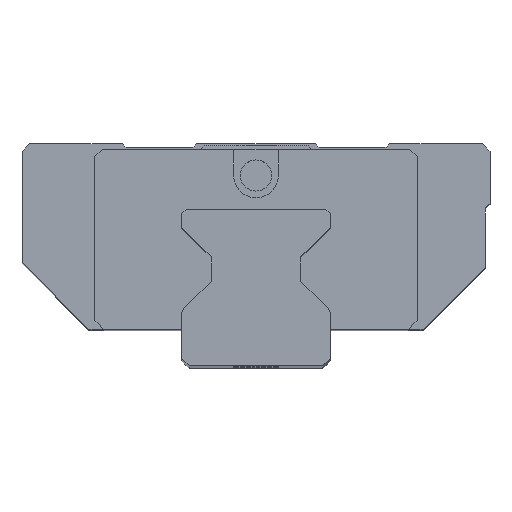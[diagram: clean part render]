
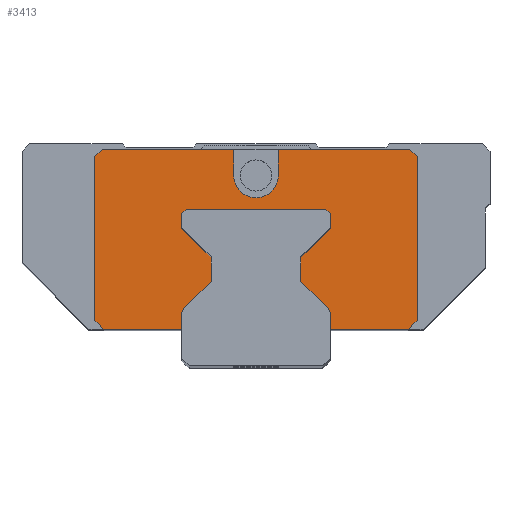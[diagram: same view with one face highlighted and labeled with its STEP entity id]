
A CAD part, top view. The second image highlights one B-rep face of the part: STEP entity #3413.
In plain terms, the highlighted planar face has unit normal (0, 0, 1).
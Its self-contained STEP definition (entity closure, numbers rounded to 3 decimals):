
#27=DIRECTION('',(1.,0.,0.));
#28=VECTOR('',#27,10.5);
#29=CARTESIAN_POINT('',(-20.5,5.,91.75));
#30=LINE('',#29,#28);
#527=DIRECTION('',(0.,-1.,0.));
#528=VECTOR('',#527,22.);
#529=CARTESIAN_POINT('',(-21.7,28.2,91.75));
#530=LINE('',#529,#528);
#553=DIRECTION('',(-1.,0.,0.));
#554=VECTOR('',#553,17.7);
#555=CARTESIAN_POINT('',(-3.,29.2,91.75));
#556=LINE('',#555,#554);
#573=DIRECTION('',(-1.,0.,0.));
#574=VECTOR('',#573,17.7);
#575=CARTESIAN_POINT('',(20.7,29.2,91.75));
#576=LINE('',#575,#574);
#608=CARTESIAN_POINT('',(0.,25.7,91.75));
#609=DIRECTION('',(0.,0.,1.));
#610=DIRECTION('',(-1.,0.,0.));
#611=AXIS2_PLACEMENT_3D('',#608,#609,#610);
#613=DIRECTION('',(0.,-1.,0.));
#614=VECTOR('',#613,3.5);
#615=CARTESIAN_POINT('',(3.,29.2,91.75));
#616=LINE('',#615,#614);
#617=DIRECTION('',(0.707,-0.707,0.));
#618=VECTOR('',#617,1.414);
#619=CARTESIAN_POINT('',(20.7,29.2,91.75));
#620=LINE('',#619,#618);
#621=DIRECTION('',(-0.707,-0.707,0.));
#622=VECTOR('',#621,1.697);
#623=CARTESIAN_POINT('',(21.7,6.2,91.75));
#624=LINE('',#623,#622);
#625=CARTESIAN_POINT('',(9.,6.95,91.75));
#626=DIRECTION('',(0.,0.,1.));
#627=DIRECTION('',(1.,0.,0.));
#628=AXIS2_PLACEMENT_3D('',#625,#626,#627);
#630=DIRECTION('',(-0.707,0.707,0.));
#631=VECTOR('',#630,5.172);
#632=CARTESIAN_POINT('',(9.707,7.657,91.75));
#633=LINE('',#632,#631);
#634=DIRECTION('',(0.,1.,0.));
#635=VECTOR('',#634,3.356);
#636=CARTESIAN_POINT('',(6.05,11.314,91.75));
#637=LINE('',#636,#635);
#638=DIRECTION('',(0.707,0.707,0.));
#639=VECTOR('',#638,5.586);
#640=CARTESIAN_POINT('',(6.05,14.671,91.75));
#641=LINE('',#640,#639);
#642=DIRECTION('',(0.,1.,0.));
#643=VECTOR('',#642,1.878);
#644=CARTESIAN_POINT('',(10.,18.621,91.75));
#645=LINE('',#644,#643);
#646=DIRECTION('',(-0.766,0.643,0.));
#647=VECTOR('',#646,0.779);
#648=CARTESIAN_POINT('',(10.,20.499,91.75));
#649=LINE('',#648,#647);
#650=DIRECTION('',(-1.,0.,0.));
#651=VECTOR('',#650,5.72);
#652=CARTESIAN_POINT('',(9.403,21.,91.75));
#653=LINE('',#652,#651);
#654=DIRECTION('',(-1.,0.,0.));
#655=VECTOR('',#654,5.72);
#656=CARTESIAN_POINT('',(-3.683,21.,91.75));
#657=LINE('',#656,#655);
#658=DIRECTION('',(-0.766,-0.643,0.));
#659=VECTOR('',#658,0.779);
#660=CARTESIAN_POINT('',(-9.403,21.,91.75));
#661=LINE('',#660,#659);
#662=DIRECTION('',(0.,-1.,0.));
#663=VECTOR('',#662,1.878);
#664=CARTESIAN_POINT('',(-10.,20.499,91.75));
#665=LINE('',#664,#663);
#666=DIRECTION('',(0.707,-0.707,0.));
#667=VECTOR('',#666,5.586);
#668=CARTESIAN_POINT('',(-10.,18.621,91.75));
#669=LINE('',#668,#667);
#670=DIRECTION('',(0.,-1.,0.));
#671=VECTOR('',#670,3.356);
#672=CARTESIAN_POINT('',(-6.05,14.671,91.75));
#673=LINE('',#672,#671);
#674=DIRECTION('',(-0.707,-0.707,0.));
#675=VECTOR('',#674,5.172);
#676=CARTESIAN_POINT('',(-6.05,11.314,91.75));
#677=LINE('',#676,#675);
#678=CARTESIAN_POINT('',(-9.,6.95,91.75));
#679=DIRECTION('',(0.,0.,1.));
#680=DIRECTION('',(-0.707,0.707,0.));
#681=AXIS2_PLACEMENT_3D('',#678,#679,#680);
#683=DIRECTION('',(0.,-1.,0.));
#684=VECTOR('',#683,1.95);
#685=CARTESIAN_POINT('',(-10.,6.95,91.75));
#686=LINE('',#685,#684);
#687=DIRECTION('',(-0.707,0.707,0.));
#688=VECTOR('',#687,1.697);
#689=CARTESIAN_POINT('',(-20.5,5.,91.75));
#690=LINE('',#689,#688);
#691=DIRECTION('',(0.707,0.707,0.));
#692=VECTOR('',#691,1.414);
#693=CARTESIAN_POINT('',(-21.7,28.2,91.75));
#694=LINE('',#693,#692);
#695=DIRECTION('',(0.,-1.,0.));
#696=VECTOR('',#695,3.5);
#697=CARTESIAN_POINT('',(-3.,29.2,91.75));
#698=LINE('',#697,#696);
#711=DIRECTION('',(0.,1.,0.));
#712=VECTOR('',#711,22.);
#713=CARTESIAN_POINT('',(21.7,6.2,91.75));
#714=LINE('',#713,#712);
#737=DIRECTION('',(1.,0.,0.));
#738=VECTOR('',#737,10.5);
#739=CARTESIAN_POINT('',(10.,5.,91.75));
#740=LINE('',#739,#738);
#1237=DIRECTION('',(0.,-1.,0.));
#1238=VECTOR('',#1237,1.95);
#1239=CARTESIAN_POINT('',(10.,6.95,91.75));
#1240=LINE('',#1239,#1238);
#1833=DIRECTION('',(1.,0.,0.));
#1834=VECTOR('',#1833,7.365);
#1835=CARTESIAN_POINT('',(-3.683,21.,91.75));
#1836=LINE('',#1835,#1834);
#2045=CARTESIAN_POINT('',(-20.5,5.,91.75));
#2046=VERTEX_POINT('',#2045);
#2047=CARTESIAN_POINT('',(-10.,5.,91.75));
#2048=VERTEX_POINT('',#2047);
#2257=CARTESIAN_POINT('',(-10.,6.95,91.75));
#2258=VERTEX_POINT('',#2257);
#2261=CARTESIAN_POINT('',(-10.,20.499,91.75));
#2262=CARTESIAN_POINT('',(-10.,18.621,91.75));
#2263=VERTEX_POINT('',#2261);
#2264=VERTEX_POINT('',#2262);
#2265=CARTESIAN_POINT('',(-6.05,14.671,91.75));
#2266=VERTEX_POINT('',#2265);
#2267=CARTESIAN_POINT('',(-6.05,11.314,91.75));
#2268=VERTEX_POINT('',#2267);
#2269=CARTESIAN_POINT('',(-9.707,7.657,91.75));
#2270=VERTEX_POINT('',#2269);
#2271=CARTESIAN_POINT('',(-21.7,6.2,91.75));
#2272=VERTEX_POINT('',#2271);
#2273=CARTESIAN_POINT('',(-21.7,28.2,91.75));
#2274=VERTEX_POINT('',#2273);
#2275=CARTESIAN_POINT('',(-20.7,29.2,91.75));
#2276=VERTEX_POINT('',#2275);
#2277=CARTESIAN_POINT('',(20.7,29.2,91.75));
#2278=CARTESIAN_POINT('',(21.7,28.2,91.75));
#2279=VERTEX_POINT('',#2277);
#2280=VERTEX_POINT('',#2278);
#2281=CARTESIAN_POINT('',(21.7,6.2,91.75));
#2282=VERTEX_POINT('',#2281);
#2283=CARTESIAN_POINT('',(20.5,5.,91.75));
#2284=VERTEX_POINT('',#2283);
#2285=CARTESIAN_POINT('',(10.,5.,91.75));
#2286=VERTEX_POINT('',#2285);
#2287=CARTESIAN_POINT('',(10.,6.95,91.75));
#2288=VERTEX_POINT('',#2287);
#2289=CARTESIAN_POINT('',(9.707,7.657,91.75));
#2290=VERTEX_POINT('',#2289);
#2291=CARTESIAN_POINT('',(6.05,11.314,91.75));
#2292=VERTEX_POINT('',#2291);
#2293=CARTESIAN_POINT('',(6.05,14.671,91.75));
#2294=VERTEX_POINT('',#2293);
#2295=CARTESIAN_POINT('',(10.,18.621,91.75));
#2296=VERTEX_POINT('',#2295);
#2297=CARTESIAN_POINT('',(10.,20.499,91.75));
#2298=VERTEX_POINT('',#2297);
#2299=CARTESIAN_POINT('',(9.403,21.,91.75));
#2300=VERTEX_POINT('',#2299);
#2301=CARTESIAN_POINT('',(3.683,21.,91.75));
#2302=VERTEX_POINT('',#2301);
#2303=CARTESIAN_POINT('',(-3.683,21.,91.75));
#2304=VERTEX_POINT('',#2303);
#2305=CARTESIAN_POINT('',(-9.403,21.,91.75));
#2306=VERTEX_POINT('',#2305);
#2632=CARTESIAN_POINT('',(-3.,25.7,91.75));
#2633=CARTESIAN_POINT('',(3.,25.7,91.75));
#2634=VERTEX_POINT('',#2632);
#2635=VERTEX_POINT('',#2633);
#2636=CARTESIAN_POINT('',(3.,29.2,91.75));
#2637=VERTEX_POINT('',#2636);
#2638=CARTESIAN_POINT('',(-3.,29.2,91.75));
#2639=VERTEX_POINT('',#2638);
#3353=CARTESIAN_POINT('',(-20.7,29.2,91.75));
#3354=DIRECTION('',(0.,0.,1.));
#3355=DIRECTION('',(1.,0.,0.));
#3356=AXIS2_PLACEMENT_3D('',#3353,#3354,#3355);
#3357=PLANE('',#3356);
#3359=ORIENTED_EDGE('',*,*,#3358,.T.);
#3360=ORIENTED_EDGE('',*,*,#3344,.F.);
#3361=ORIENTED_EDGE('',*,*,#3311,.F.);
#3363=ORIENTED_EDGE('',*,*,#3362,.T.);
#3365=ORIENTED_EDGE('',*,*,#3364,.F.);
#3367=ORIENTED_EDGE('',*,*,#3366,.T.);
#3369=ORIENTED_EDGE('',*,*,#3368,.F.);
#3371=ORIENTED_EDGE('',*,*,#3370,.F.);
#3373=ORIENTED_EDGE('',*,*,#3372,.T.);
#3375=ORIENTED_EDGE('',*,*,#3374,.T.);
#3377=ORIENTED_EDGE('',*,*,#3376,.T.);
#3379=ORIENTED_EDGE('',*,*,#3378,.T.);
#3381=ORIENTED_EDGE('',*,*,#3380,.T.);
#3383=ORIENTED_EDGE('',*,*,#3382,.T.);
#3385=ORIENTED_EDGE('',*,*,#3384,.T.);
#3387=ORIENTED_EDGE('',*,*,#3386,.F.);
#3389=ORIENTED_EDGE('',*,*,#3388,.T.);
#3391=ORIENTED_EDGE('',*,*,#3390,.T.);
#3393=ORIENTED_EDGE('',*,*,#3392,.T.);
#3395=ORIENTED_EDGE('',*,*,#3394,.T.);
#3397=ORIENTED_EDGE('',*,*,#3396,.T.);
#3399=ORIENTED_EDGE('',*,*,#3398,.T.);
#3401=ORIENTED_EDGE('',*,*,#3400,.T.);
#3403=ORIENTED_EDGE('',*,*,#3402,.T.);
#3404=ORIENTED_EDGE('',*,*,#2671,.F.);
#3405=ORIENTED_EDGE('',*,*,#3249,.T.);
#3406=ORIENTED_EDGE('',*,*,#3263,.F.);
#3407=ORIENTED_EDGE('',*,*,#3283,.T.);
#3408=ORIENTED_EDGE('',*,*,#3298,.F.);
#3410=ORIENTED_EDGE('',*,*,#3409,.T.);
#3411=EDGE_LOOP('',(#3359,#3360,#3361,#3363,#3365,#3367,#3369,#3371,#3373,#3375,
#3377,#3379,#3381,#3383,#3385,#3387,#3389,#3391,#3393,#3395,#3397,#3399,#3401,
#3403,#3404,#3405,#3406,#3407,#3408,#3410));
#3412=FACE_OUTER_BOUND('',#3411,.F.);
#3413=ADVANCED_FACE('',(#3412),#3357,.T.);
#612=CIRCLE('',#611,3.);
#629=CIRCLE('',#628,1.);
#682=CIRCLE('',#681,1.);
#2671=EDGE_CURVE('',#2046,#2048,#30,.T.);
#3249=EDGE_CURVE('',#2046,#2272,#690,.T.);
#3263=EDGE_CURVE('',#2274,#2272,#530,.T.);
#3283=EDGE_CURVE('',#2274,#2276,#694,.T.);
#3298=EDGE_CURVE('',#2639,#2276,#556,.T.);
#3311=EDGE_CURVE('',#2279,#2637,#576,.T.);
#3344=EDGE_CURVE('',#2637,#2635,#616,.T.);
#3358=EDGE_CURVE('',#2634,#2635,#612,.T.);
#3362=EDGE_CURVE('',#2279,#2280,#620,.T.);
#3364=EDGE_CURVE('',#2282,#2280,#714,.T.);
#3366=EDGE_CURVE('',#2282,#2284,#624,.T.);
#3368=EDGE_CURVE('',#2286,#2284,#740,.T.);
#3370=EDGE_CURVE('',#2288,#2286,#1240,.T.);
#3372=EDGE_CURVE('',#2288,#2290,#629,.T.);
#3374=EDGE_CURVE('',#2290,#2292,#633,.T.);
#3376=EDGE_CURVE('',#2292,#2294,#637,.T.);
#3378=EDGE_CURVE('',#2294,#2296,#641,.T.);
#3380=EDGE_CURVE('',#2296,#2298,#645,.T.);
#3382=EDGE_CURVE('',#2298,#2300,#649,.T.);
#3384=EDGE_CURVE('',#2300,#2302,#653,.T.);
#3386=EDGE_CURVE('',#2304,#2302,#1836,.T.);
#3388=EDGE_CURVE('',#2304,#2306,#657,.T.);
#3390=EDGE_CURVE('',#2306,#2263,#661,.T.);
#3392=EDGE_CURVE('',#2263,#2264,#665,.T.);
#3394=EDGE_CURVE('',#2264,#2266,#669,.T.);
#3396=EDGE_CURVE('',#2266,#2268,#673,.T.);
#3398=EDGE_CURVE('',#2268,#2270,#677,.T.);
#3400=EDGE_CURVE('',#2270,#2258,#682,.T.);
#3402=EDGE_CURVE('',#2258,#2048,#686,.T.);
#3409=EDGE_CURVE('',#2639,#2634,#698,.T.);
